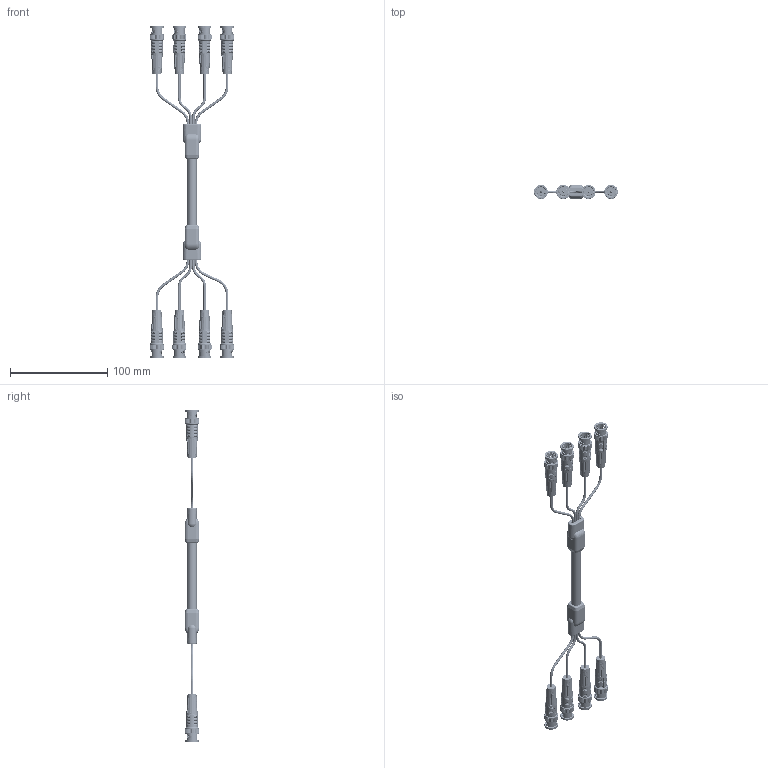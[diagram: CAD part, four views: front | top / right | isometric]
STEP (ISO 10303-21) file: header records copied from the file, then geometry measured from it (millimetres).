
FILE_DESCRIPTION (( 'STEP AP203' ), '1' );
FILE_NAME ('CTL4B-B.STEP', '2010-04-28T18:45:12', ( 'x' ), ( 'Microsoft' ), 'SwSTEP 2.0', 'SolidWorks 2010', '' );
FILE_SCHEMA (( 'CONFIG_CONTROL_DESIGN' ));
Products named in the file (10): MTN-314_A_??; DIELECTRIC_??; RG179FERRULE _ BNC  PLUG_??; CTL4B-B; CTL4B CABLE LINE_??; BNC 75OHM M END_??; BNC 75 OHM STR PLUG_??; BNC _STR  PLUG BODY RG179_??; CENTER PIN _ BNC RG179_??; MTN-147_ENGRAVE WITH FLARE
Assembly tree (17 placements, depth 4):
  CTL4B-B
    BNC 75OHM M END_??  x8
      MTN-147_ENGRAVE WITH FLARE
      BNC 75 OHM STR PLUG_??
        CENTER PIN _ BNC RG179_??
        BNC _STR  PLUG BODY RG179_??
        RG179FERRULE _ BNC  PLUG_??
        DIELECTRIC_??
    MTN-314_A_??  x2
    CTL4B CABLE LINE_??
Bounding box: 86.55 x 15 x 340.61 mm (x, y, z)
Volume: 63252.4 mm3; surface area: 54404.2 mm2
Topology: 127 solids, 127 shells, 13258 faces, 35182 edges, 22526 vertices
Faces by surface type: plane 7818, bspline 2540, cylinder 1636, torus 1016, cone 240, sphere 8
Entity records: 63259 total; most frequent: CARTESIAN_POINT 20608, ORIENTED_EDGE 9436, DIRECTION 7616, EDGE_CURVE 4718, VERTEX_POINT 3001, LINE 2950, VECTOR 2950, AXIS2_PLACEMENT_3D 2333
